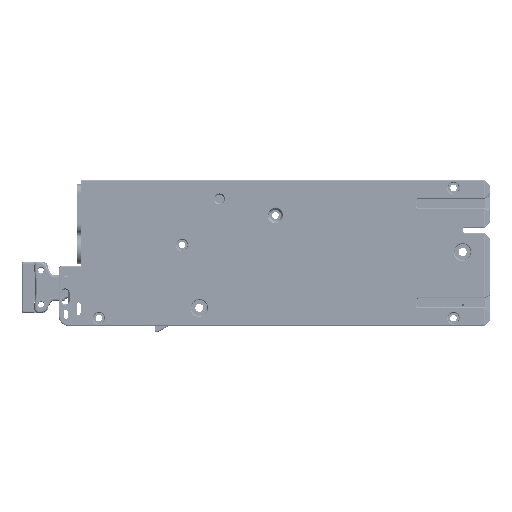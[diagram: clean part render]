
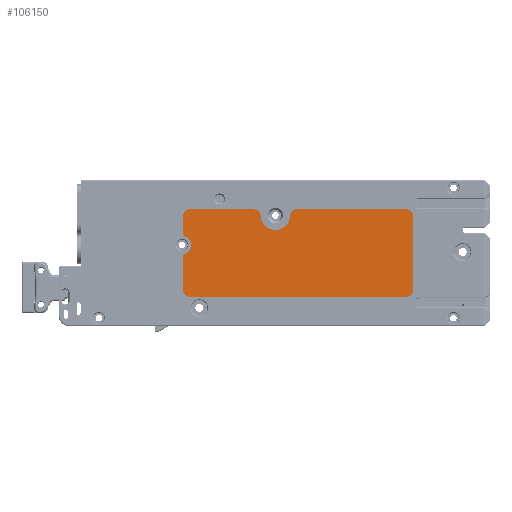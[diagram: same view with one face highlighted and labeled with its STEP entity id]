
A CAD part, left-side view. The second image highlights one B-rep face of the part: STEP entity #106150.
In plain terms, the highlighted planar face has unit normal (-1, 0, 0).
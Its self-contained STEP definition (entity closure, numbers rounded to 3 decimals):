
#68367=CARTESIAN_POINT('',(0.1,83.,
-21.088));
#68368=DIRECTION('',(-1.,0.,0.));
#68369=DIRECTION('',(0.,0.343,0.939));
#68370=AXIS2_PLACEMENT_3D('',#68367,#68368,#68369);
#68375=CARTESIAN_POINT('',(0.1,84.2,-17.8));
#68376=DIRECTION('',(1.,0.,0.));
#68377=DIRECTION('',(0.,-1.,0.));
#68378=AXIS2_PLACEMENT_3D('',#68375,#68376,#68377);
#68383=CARTESIAN_POINT('',(0.1,84.2,-17.8));
#68384=DIRECTION('',(1.,0.,0.));
#68385=DIRECTION('',(0.,-0.343,0.939));
#68386=AXIS2_PLACEMENT_3D('',#68383,#68384,#68385);
#68391=CARTESIAN_POINT('',(0.1,83.,
-14.512));
#68392=DIRECTION('',(-1.,0.,0.));
#68393=DIRECTION('',(0.,1.,0.));
#68394=AXIS2_PLACEMENT_3D('',#68391,#68392,#68393);
#68399=DIRECTION('',(0.,0.,-1.));
#68400=VECTOR('',#68399,4.512);
#68401=CARTESIAN_POINT('',(0.1,84.,-10.));
#68402=LINE('',#68401,#68400);
#68406=CARTESIAN_POINT('',(0.1,82.,-10.));
#68407=DIRECTION('',(-1.,0.,0.));
#68408=DIRECTION('',(0.,0.,1.));
#68409=AXIS2_PLACEMENT_3D('',#68406,#68407,#68408);
#68414=CARTESIAN_POINT('',(0.1,64.693,-10.));
#68415=DIRECTION('',(-1.,0.,0.));
#68416=DIRECTION('',(0.,-0.999,0.05));
#68417=AXIS2_PLACEMENT_3D('',#68414,#68415,#68416);
#68422=CARTESIAN_POINT('',(0.1,58.7,-9.7));
#68423=DIRECTION('',(1.,0.,0.));
#68424=DIRECTION('',(0.,-0.999,-0.05));
#68425=AXIS2_PLACEMENT_3D('',#68422,#68423,#68424);
#68430=CARTESIAN_POINT('',(0.1,52.708,-10.));
#68431=DIRECTION('',(-1.,0.,0.));
#68432=DIRECTION('',(0.,0.,1.));
#68433=AXIS2_PLACEMENT_3D('',#68430,#68431,#68432);
#68438=CARTESIAN_POINT('',(0.1,23.,-10.));
#68439=DIRECTION('',(-1.,0.,0.));
#68440=DIRECTION('',(0.,-1.,0.));
#68441=AXIS2_PLACEMENT_3D('',#68438,#68439,#68440);
#68446=CARTESIAN_POINT('',(0.1,23.,-30.));
#68447=DIRECTION('',(-1.,0.,0.));
#68448=DIRECTION('',(0.,0.,-1.));
#68449=AXIS2_PLACEMENT_3D('',#68446,#68447,#68448);
#68454=CARTESIAN_POINT('',(0.1,82.,-30.));
#68455=DIRECTION('',(-1.,0.,0.));
#68456=DIRECTION('',(0.,1.,0.));
#68457=AXIS2_PLACEMENT_3D('',#68454,#68455,#68456);
#68469=DIRECTION('',(0.,0.,-1.));
#68470=VECTOR('',#68469,8.912);
#68471=CARTESIAN_POINT('',(0.1,84.,
-21.088));
#68472=LINE('',#68471,#68470);
#68504=DIRECTION('',(0.,-1.,0.));
#68505=VECTOR('',#68504,59.);
#68506=CARTESIAN_POINT('',(0.1,82.,-32.));
#68507=LINE('',#68506,#68505);
#68532=DIRECTION('',(0.,0.,1.));
#68533=VECTOR('',#68532,20.);
#68534=CARTESIAN_POINT('',(0.1,21.,-30.));
#68535=LINE('',#68534,#68533);
#68560=DIRECTION('',(0.,1.,0.));
#68561=VECTOR('',#68560,29.708);
#68562=CARTESIAN_POINT('',(0.1,23.,-8.));
#68563=LINE('',#68562,#68561);
#68602=DIRECTION('',(0.,1.,0.));
#68603=VECTOR('',#68602,17.308);
#68604=CARTESIAN_POINT('',(0.1,64.693,-8.));
#68605=LINE('',#68604,#68603);
#75294=CARTESIAN_POINT('',(0.1,84.,
-14.512));
#75295=VERTEX_POINT('',#75294);
#75296=CARTESIAN_POINT('',(0.1,84.,-10.));
#75297=VERTEX_POINT('',#75296);
#75298=CARTESIAN_POINT('',(0.1,83.343,
-15.452));
#75299=VERTEX_POINT('',#75298);
#75300=CARTESIAN_POINT('',(0.1,83.343,
-20.148));
#75301=CARTESIAN_POINT('',(0.1,84.,
-21.088));
#75302=VERTEX_POINT('',#75300);
#75303=VERTEX_POINT('',#75301);
#75304=CARTESIAN_POINT('',(0.1,81.7,-17.8));
#75305=VERTEX_POINT('',#75304);
#75306=CARTESIAN_POINT('',(0.1,82.,-8.));
#75307=VERTEX_POINT('',#75306);
#75308=CARTESIAN_POINT('',(0.1,64.693,-8.));
#75309=VERTEX_POINT('',#75308);
#75310=CARTESIAN_POINT('',(0.1,62.695,
-9.9));
#75311=VERTEX_POINT('',#75310);
#75312=CARTESIAN_POINT('',(0.1,54.705,
-9.9));
#75313=VERTEX_POINT('',#75312);
#75314=CARTESIAN_POINT('',(0.1,52.708,-8.));
#75315=VERTEX_POINT('',#75314);
#75316=CARTESIAN_POINT('',(0.1,23.,-8.));
#75317=VERTEX_POINT('',#75316);
#75318=CARTESIAN_POINT('',(0.1,21.,-10.));
#75319=VERTEX_POINT('',#75318);
#75320=CARTESIAN_POINT('',(0.1,21.,-30.));
#75321=VERTEX_POINT('',#75320);
#75322=CARTESIAN_POINT('',(0.1,23.,-32.));
#75323=VERTEX_POINT('',#75322);
#75324=CARTESIAN_POINT('',(0.1,82.,-32.));
#75325=VERTEX_POINT('',#75324);
#75326=CARTESIAN_POINT('',(0.1,84.,-30.));
#75327=VERTEX_POINT('',#75326);
#106111=CARTESIAN_POINT('',(0.1,52.5,-20.));
#106112=DIRECTION('',(1.,0.,0.));
#106113=DIRECTION('',(0.,1.,0.));
#106114=AXIS2_PLACEMENT_3D('',#106111,#106112,#106113);
#106115=PLANE('',#106114);
#106117=ORIENTED_EDGE('',*,*,#106116,.F.);
#106119=ORIENTED_EDGE('',*,*,#106118,.F.);
#106121=ORIENTED_EDGE('',*,*,#106120,.F.);
#106122=ORIENTED_EDGE('',*,*,#106103,.F.);
#106123=ORIENTED_EDGE('',*,*,#106092,.F.);
#106125=ORIENTED_EDGE('',*,*,#106124,.F.);
#106127=ORIENTED_EDGE('',*,*,#106126,.F.);
#106129=ORIENTED_EDGE('',*,*,#106128,.F.);
#106131=ORIENTED_EDGE('',*,*,#106130,.F.);
#106133=ORIENTED_EDGE('',*,*,#106132,.F.);
#106135=ORIENTED_EDGE('',*,*,#106134,.F.);
#106137=ORIENTED_EDGE('',*,*,#106136,.F.);
#106139=ORIENTED_EDGE('',*,*,#106138,.F.);
#106141=ORIENTED_EDGE('',*,*,#106140,.F.);
#106143=ORIENTED_EDGE('',*,*,#106142,.F.);
#106145=ORIENTED_EDGE('',*,*,#106144,.F.);
#106147=ORIENTED_EDGE('',*,*,#106146,.F.);
#106148=EDGE_LOOP('',(#106117,#106119,#106121,#106122,#106123,#106125,#106127,
#106129,#106131,#106133,#106135,#106137,#106139,#106141,#106143,#106145,
#106147));
#106149=FACE_OUTER_BOUND('',#106148,.F.);
#106150=ADVANCED_FACE('',(#106149),#106115,.F.);
#68371=CIRCLE('',#68370,1.);
#68379=CIRCLE('',#68378,2.5);
#68387=CIRCLE('',#68386,2.5);
#68395=CIRCLE('',#68394,1.);
#68410=CIRCLE('',#68409,2.);
#68418=CIRCLE('',#68417,2.);
#68426=CIRCLE('',#68425,4.);
#68434=CIRCLE('',#68433,2.);
#68442=CIRCLE('',#68441,2.);
#68450=CIRCLE('',#68449,2.);
#68458=CIRCLE('',#68457,2.);
#106092=EDGE_CURVE('',#75297,#75295,#68402,.T.);
#106103=EDGE_CURVE('',#75295,#75299,#68395,.T.);
#106116=EDGE_CURVE('',#75302,#75303,#68371,.T.);
#106118=EDGE_CURVE('',#75305,#75302,#68379,.T.);
#106120=EDGE_CURVE('',#75299,#75305,#68387,.T.);
#106124=EDGE_CURVE('',#75307,#75297,#68410,.T.);
#106126=EDGE_CURVE('',#75309,#75307,#68605,.T.);
#106128=EDGE_CURVE('',#75311,#75309,#68418,.T.);
#106130=EDGE_CURVE('',#75313,#75311,#68426,.T.);
#106132=EDGE_CURVE('',#75315,#75313,#68434,.T.);
#106134=EDGE_CURVE('',#75317,#75315,#68563,.T.);
#106136=EDGE_CURVE('',#75319,#75317,#68442,.T.);
#106138=EDGE_CURVE('',#75321,#75319,#68535,.T.);
#106140=EDGE_CURVE('',#75323,#75321,#68450,.T.);
#106142=EDGE_CURVE('',#75325,#75323,#68507,.T.);
#106144=EDGE_CURVE('',#75327,#75325,#68458,.T.);
#106146=EDGE_CURVE('',#75303,#75327,#68472,.T.);
